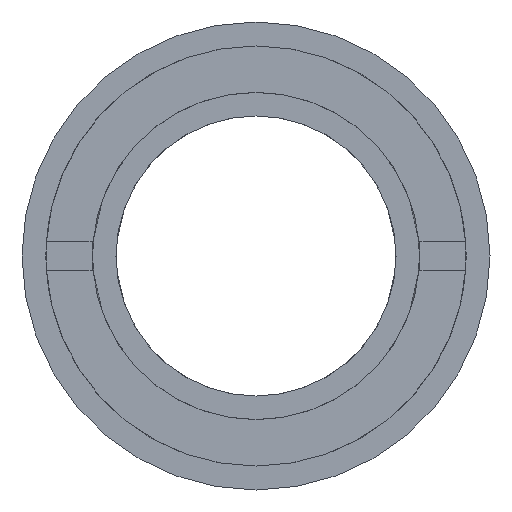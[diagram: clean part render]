
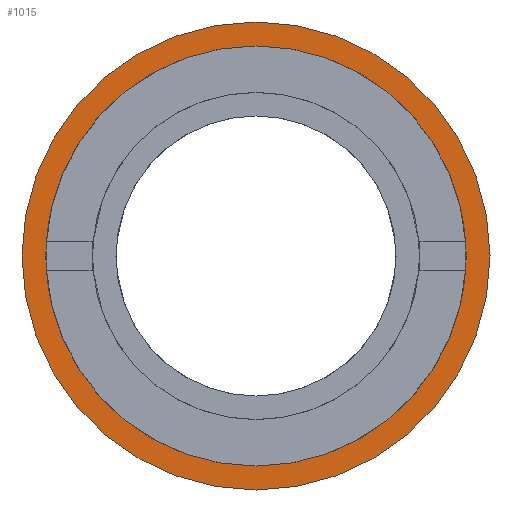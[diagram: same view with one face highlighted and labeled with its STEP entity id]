
A CAD part, front view. The second image highlights one B-rep face of the part: STEP entity #1015.
In plain terms, the highlighted planar face has unit normal (0, -1, 0).
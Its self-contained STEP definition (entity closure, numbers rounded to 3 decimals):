
#27 = EDGE_CURVE ( 'NONE', #268, #709, #401, .T. ) ;
#33 = ORIENTED_EDGE ( 'NONE', *, *, #1281, .T. ) ;
#143 = FACE_BOUND ( 'NONE', #791, .T. ) ;
#185 = CARTESIAN_POINT ( 'NONE',  ( 0., 5., 0. ) ) ;
#188 = DIRECTION ( 'NONE',  ( 0., 1., 0. ) ) ;
#196 = DIRECTION ( 'NONE',  ( 0., 0., 1. ) ) ;
#219 = DIRECTION ( 'NONE',  ( 0., 1., 0. ) ) ;
#249 = AXIS2_PLACEMENT_3D ( 'NONE', #494, #1238, #465 ) ;
#268 = VERTEX_POINT ( 'NONE', #919 ) ;
#280 = AXIS2_PLACEMENT_3D ( 'NONE', #185, #188, #196 ) ;
#316 = ORIENTED_EDGE ( 'NONE', *, *, #1088, .F. ) ;
#317 = ORIENTED_EDGE ( 'NONE', *, *, #781, .F. ) ;
#322 = CARTESIAN_POINT ( 'NONE',  ( 0., 5., 13.75 ) ) ;
#401 = CIRCLE ( 'NONE', #280, 13.75 ) ;
#465 = DIRECTION ( 'NONE',  ( 0., 0., 1. ) ) ;
#494 = CARTESIAN_POINT ( 'NONE',  ( 0., 5., 0. ) ) ;
#516 = FACE_OUTER_BOUND ( 'NONE', #710, .T. ) ;
#518 = CARTESIAN_POINT ( 'NONE',  ( 0., 5., -15.875 ) ) ;
#553 = CIRCLE ( 'NONE', #1016, 13.75 ) ;
#633 = CARTESIAN_POINT ( 'NONE',  ( 0., 5., 15.875 ) ) ;
#657 = AXIS2_PLACEMENT_3D ( 'NONE', #829, #1146, #949 ) ;
#659 = PLANE ( 'NONE',  #657 ) ;
#686 = CIRCLE ( 'NONE', #1194, 15.875 ) ;
#709 = VERTEX_POINT ( 'NONE', #322 ) ;
#710 = EDGE_LOOP ( 'NONE', ( #317, #316 ) ) ;
#781 = EDGE_CURVE ( 'NONE', #924, #1268, #1240, .T. ) ;
#791 = EDGE_LOOP ( 'NONE', ( #33, #925 ) ) ;
#829 = CARTESIAN_POINT ( 'NONE',  ( -15.875, 5., 0. ) ) ;
#919 = CARTESIAN_POINT ( 'NONE',  ( 0., 5., -13.75 ) ) ;
#924 = VERTEX_POINT ( 'NONE', #633 ) ;
#925 = ORIENTED_EDGE ( 'NONE', *, *, #27, .T. ) ;
#934 = DIRECTION ( 'NONE',  ( 0., 0., 1. ) ) ;
#949 = DIRECTION ( 'NONE',  ( 0., 0., -1. ) ) ;
#1015 = ADVANCED_FACE ( 'NONE', ( #143, #516 ), #659, .T. ) ;
#1016 = AXIS2_PLACEMENT_3D ( 'NONE', #1141, #219, #934 ) ;
#1088 = EDGE_CURVE ( 'NONE', #1268, #924, #686, .T. ) ;
#1141 = CARTESIAN_POINT ( 'NONE',  ( 0., 5., 0. ) ) ;
#1146 = DIRECTION ( 'NONE',  ( 0., -1., 0. ) ) ;
#1161 = CARTESIAN_POINT ( 'NONE',  ( 0., 5., 0. ) ) ;
#1172 = DIRECTION ( 'NONE',  ( 0., 0., 1. ) ) ;
#1194 = AXIS2_PLACEMENT_3D ( 'NONE', #1161, #1295, #1172 ) ;
#1238 = DIRECTION ( 'NONE',  ( 0., 1., 0. ) ) ;
#1240 = CIRCLE ( 'NONE', #249, 15.875 ) ;
#1268 = VERTEX_POINT ( 'NONE', #518 ) ;
#1281 = EDGE_CURVE ( 'NONE', #709, #268, #553, .T. ) ;
#1295 = DIRECTION ( 'NONE',  ( 0., 1., 0. ) ) ;
